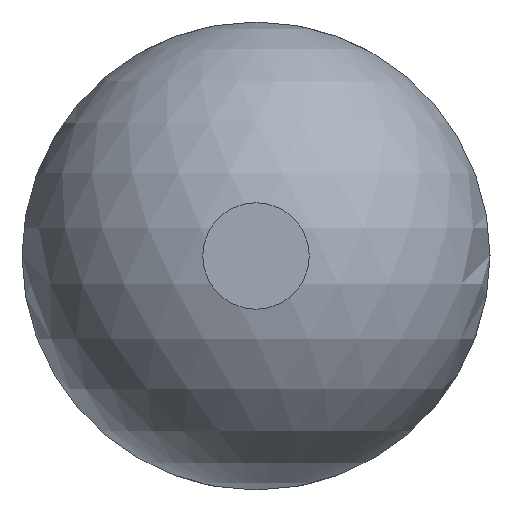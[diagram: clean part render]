
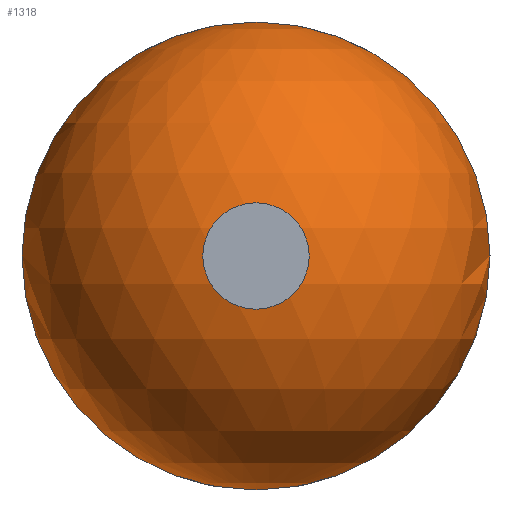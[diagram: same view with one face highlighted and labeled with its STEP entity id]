
A CAD part, left-side view. The second image highlights one B-rep face of the part: STEP entity #1318.
In plain terms, the highlighted spherical face has radius 1.1 mm.
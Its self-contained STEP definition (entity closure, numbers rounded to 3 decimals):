
#1271 = EDGE_CURVE('',#1272,#1274,#1276,.T.);
#1272 = VERTEX_POINT('',#1273);
#1273 = CARTESIAN_POINT('',(-5.9,0.,-1.1));
#1274 = VERTEX_POINT('',#1275);
#1275 = CARTESIAN_POINT('',(-5.9,0.,1.1));
#1276 = CIRCLE('',#1277,1.1);
#1277 = AXIS2_PLACEMENT_3D('',#1278,#1279,#1280);
#1278 = CARTESIAN_POINT('',(-5.9,0.,0.));
#1279 = DIRECTION('',(1.,-0.,0.));
#1280 = DIRECTION('',(0.,0.,-1.));
#1307 = EDGE_CURVE('',#1274,#1272,#1308,.T.);
#1308 = CIRCLE('',#1309,1.1);
#1309 = AXIS2_PLACEMENT_3D('',#1310,#1311,#1312);
#1310 = CARTESIAN_POINT('',(-5.9,0.,0.));
#1311 = DIRECTION('',(1.,-0.,0.));
#1312 = DIRECTION('',(0.,0.,-1.));
#1318 = ADVANCED_FACE('',(#1319),#1323,.T.);
#1319 = FACE_BOUND('',#1320,.T.);
#1320 = EDGE_LOOP('',(#1321,#1322));
#1321 = ORIENTED_EDGE('',*,*,#1307,.F.);
#1322 = ORIENTED_EDGE('',*,*,#1271,.F.);
#1323 = SPHERICAL_SURFACE('',#1324,1.1);
#1324 = AXIS2_PLACEMENT_3D('',#1325,#1326,#1327);
#1325 = CARTESIAN_POINT('',(-5.9,0.,0.));
#1326 = DIRECTION('',(0.,0.,1.));
#1327 = DIRECTION('',(1.,0.,0.));
